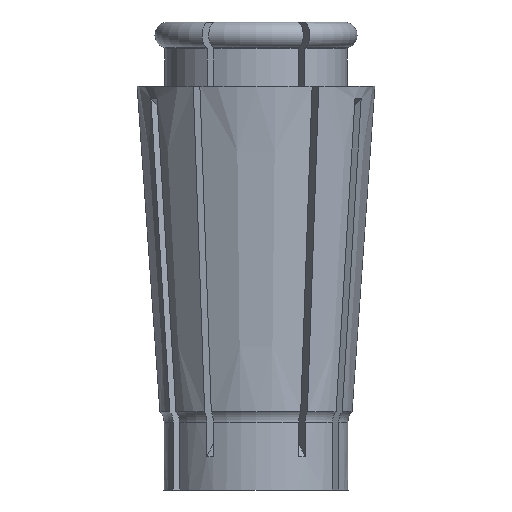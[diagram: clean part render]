
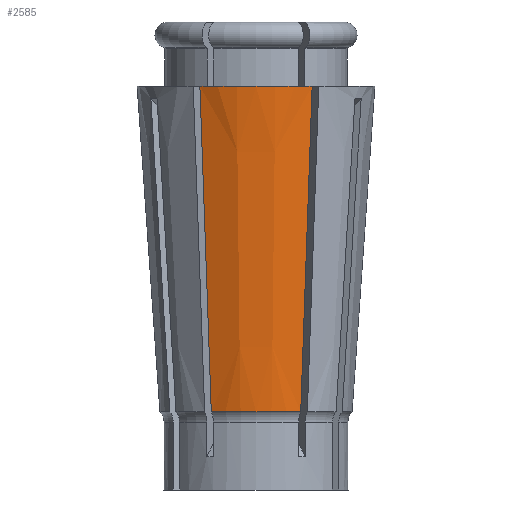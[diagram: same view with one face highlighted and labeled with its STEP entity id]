
A CAD part, left-side view. The second image highlights one B-rep face of the part: STEP entity #2585.
In plain terms, the highlighted conical face has half-angle 4 degrees and reference radius 6.268 mm.
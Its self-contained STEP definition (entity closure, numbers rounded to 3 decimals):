
#60 = CARTESIAN_POINT ( 'NONE',  ( -5.549, 2.915, -25.4 ) ) ;
#113 = CARTESIAN_POINT ( 'NONE',  ( -6.833, -3.656, -4.2 ) ) ;
#215 = AXIS2_PLACEMENT_3D ( 'NONE', #710, #2220, #3099 ) ;
#452 = CARTESIAN_POINT ( 'NONE',  ( -5.549, -2.915, -25.4 ) ) ;
#526 = AXIS2_PLACEMENT_3D ( 'NONE', #3661, #1862, #632 ) ;
#554 = CARTESIAN_POINT ( 'NONE',  ( -6.021, 3.187, -17.607 ) ) ;
#594 = VERTEX_POINT ( 'NONE', #692 ) ;
#595 = B_SPLINE_CURVE_WITH_KNOTS ( 'NONE', 3,
 ( #452, #3476, #1979, #1332, #1064, #1646, #113 ),
 .UNSPECIFIED., .F., .F.,
 ( 4, 3, 4 ),
 ( 0., 0.012, 0.021 ),
 .UNSPECIFIED. ) ;
#632 = DIRECTION ( 'NONE',  ( 1., 0., 0. ) ) ;
#692 = CARTESIAN_POINT ( 'NONE',  ( -6.833, -3.656, -4.2 ) ) ;
#698 = B_SPLINE_CURVE_WITH_KNOTS ( 'NONE', 3,
 ( #859, #2355, #554, #2124, #1222, #2997, #2401 ),
 .UNSPECIFIED., .F., .F.,
 ( 4, 3, 4 ),
 ( 0., 0.012, 0.021 ),
 .UNSPECIFIED. ) ;
#710 = CARTESIAN_POINT ( 'NONE',  ( 0., 0., -25.4 ) ) ;
#859 = CARTESIAN_POINT ( 'NONE',  ( -5.549, 2.915, -25.4 ) ) ;
#945 = EDGE_CURVE ( 'NONE', #3757, #594, #595, .T. ) ;
#1007 = EDGE_CURVE ( 'NONE', #2060, #594, #3278, .T. ) ;
#1027 = ORIENTED_EDGE ( 'NONE', *, *, #945, .T. ) ;
#1064 = CARTESIAN_POINT ( 'NONE',  ( -6.449, -3.435, -10.541 ) ) ;
#1177 = ORIENTED_EDGE ( 'NONE', *, *, #1007, .F. ) ;
#1222 = CARTESIAN_POINT ( 'NONE',  ( -6.449, 3.435, -10.541 ) ) ;
#1332 = CARTESIAN_POINT ( 'NONE',  ( -6.257, -3.324, -13.711 ) ) ;
#1473 = DIRECTION ( 'NONE',  ( 0., 0., 1. ) ) ;
#1560 = AXIS2_PLACEMENT_3D ( 'NONE', #2068, #1473, #3871 ) ;
#1629 = CARTESIAN_POINT ( 'NONE',  ( -6.833, 3.656, -4.2 ) ) ;
#1646 = CARTESIAN_POINT ( 'NONE',  ( -6.641, -3.546, -7.37 ) ) ;
#1862 = DIRECTION ( 'NONE',  ( 0., 0., 1. ) ) ;
#1979 = CARTESIAN_POINT ( 'NONE',  ( -6.021, -3.187, -17.607 ) ) ;
#2060 = VERTEX_POINT ( 'NONE', #1629 ) ;
#2068 = CARTESIAN_POINT ( 'NONE',  ( 0., 0., -25.4 ) ) ;
#2124 = CARTESIAN_POINT ( 'NONE',  ( -6.257, 3.324, -13.711 ) ) ;
#2141 = EDGE_CURVE ( 'NONE', #3890, #2060, #698, .T. ) ;
#2220 = DIRECTION ( 'NONE',  ( 0., 0., 1. ) ) ;
#2290 = ORIENTED_EDGE ( 'NONE', *, *, #3149, .T. ) ;
#2355 = CARTESIAN_POINT ( 'NONE',  ( -5.785, 3.051, -21.504 ) ) ;
#2401 = CARTESIAN_POINT ( 'NONE',  ( -6.833, 3.656, -4.2 ) ) ;
#2585 = ADVANCED_FACE ( 'NONE', ( #3560 ), #2697, .T. ) ;
#2697 = CONICAL_SURFACE ( 'NONE', #215, 6.268, 0.07 ) ;
#2933 = ORIENTED_EDGE ( 'NONE', *, *, #2141, .F. ) ;
#2997 = CARTESIAN_POINT ( 'NONE',  ( -6.641, 3.546, -7.37 ) ) ;
#3029 = EDGE_LOOP ( 'NONE', ( #2933, #2290, #1027, #1177 ) ) ;
#3099 = DIRECTION ( 'NONE',  ( 1., 0., 0. ) ) ;
#3149 = EDGE_CURVE ( 'NONE', #3890, #3757, #3839, .T. ) ;
#3278 = CIRCLE ( 'NONE', #526, 7.75 ) ;
#3368 = CARTESIAN_POINT ( 'NONE',  ( -5.549, -2.915, -25.4 ) ) ;
#3476 = CARTESIAN_POINT ( 'NONE',  ( -5.785, -3.051, -21.504 ) ) ;
#3560 = FACE_OUTER_BOUND ( 'NONE', #3029, .T. ) ;
#3661 = CARTESIAN_POINT ( 'NONE',  ( 0., 0., -4.2 ) ) ;
#3757 = VERTEX_POINT ( 'NONE', #3368 ) ;
#3839 = CIRCLE ( 'NONE', #1560, 6.268 ) ;
#3871 = DIRECTION ( 'NONE',  ( 1., 0., 0. ) ) ;
#3890 = VERTEX_POINT ( 'NONE', #60 ) ;
